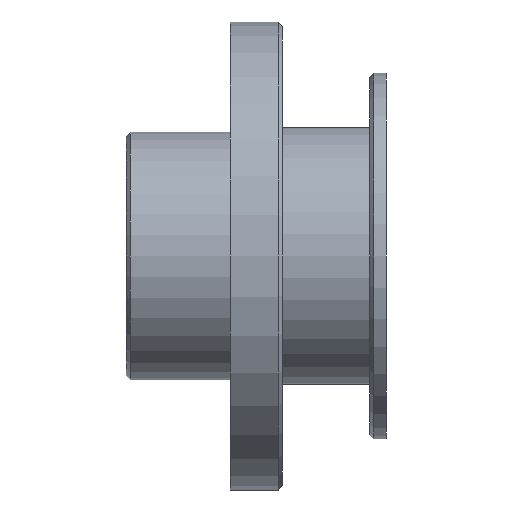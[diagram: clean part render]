
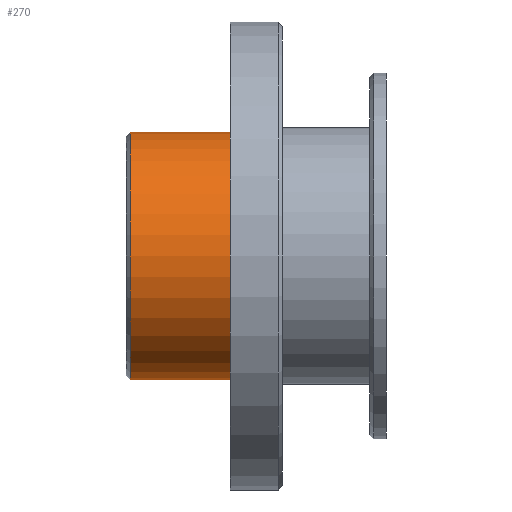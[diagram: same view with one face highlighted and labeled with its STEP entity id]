
A CAD part, front view. The second image highlights one B-rep face of the part: STEP entity #270.
In plain terms, the highlighted cylindrical face has radius 15.113 mm (diameter 30.225 mm), a partial arc.
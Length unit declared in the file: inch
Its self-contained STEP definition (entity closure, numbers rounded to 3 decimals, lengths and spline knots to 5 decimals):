
#4 = VERTEX_POINT ( 'NONE', #1324 ) ;
#19 = VERTEX_POINT ( 'NONE', #671 ) ;
#29 = VERTEX_POINT ( 'NONE', #384 ) ;
#44 = EDGE_CURVE ( 'NONE', #29, #19, #892, .T. ) ;
#77 = VERTEX_POINT ( 'NONE', #886 ) ;
#80 = DIRECTION ( 'NONE',  ( -1., 0., 0. ) ) ;
#201 = ORIENTED_EDGE ( 'NONE', *, *, #609, .T. ) ;
#214 = EDGE_CURVE ( 'NONE', #77, #4, #1307, .T. ) ;
#270 = ADVANCED_FACE ( 'NONE', ( #514 ), #409, .T. ) ;
#317 = DIRECTION ( 'NONE',  ( 0., 0., 1. ) ) ;
#384 = CARTESIAN_POINT ( 'NONE',  ( 0., 0., 0.59498 ) ) ;
#398 = CIRCLE ( 'NONE', #486, 0.59498 ) ;
#409 = CYLINDRICAL_SURFACE ( 'NONE', #1277, 0.59498 ) ;
#445 = EDGE_CURVE ( 'NONE', #19, #4, #752, .T. ) ;
#486 = AXIS2_PLACEMENT_3D ( 'NONE', #720, #735, #501 ) ;
#501 = DIRECTION ( 'NONE',  ( 0., 0., 1. ) ) ;
#510 = VECTOR ( 'NONE', #80, 39.37008 ) ;
#514 = FACE_OUTER_BOUND ( 'NONE', #628, .T. ) ;
#570 = ORIENTED_EDGE ( 'NONE', *, *, #44, .T. ) ;
#583 = CARTESIAN_POINT ( 'NONE',  ( -0.48031, 0., 0. ) ) ;
#606 = CARTESIAN_POINT ( 'NONE',  ( 0., 0., -0.59498 ) ) ;
#609 = EDGE_CURVE ( 'NONE', #77, #29, #398, .T. ) ;
#618 = CARTESIAN_POINT ( 'NONE',  ( 0., 0., 0. ) ) ;
#628 = EDGE_LOOP ( 'NONE', ( #968, #201, #570, #756 ) ) ;
#671 = CARTESIAN_POINT ( 'NONE',  ( -0.48031, 0., 0.59498 ) ) ;
#720 = CARTESIAN_POINT ( 'NONE',  ( 0., 0., 0. ) ) ;
#735 = DIRECTION ( 'NONE',  ( -1., 0., 0. ) ) ;
#752 = CIRCLE ( 'NONE', #1062, 0.59498 ) ;
#756 = ORIENTED_EDGE ( 'NONE', *, *, #445, .T. ) ;
#779 = DIRECTION ( 'NONE',  ( 1., 0., 0. ) ) ;
#807 = CARTESIAN_POINT ( 'NONE',  ( 0., 0., 0.59498 ) ) ;
#886 = CARTESIAN_POINT ( 'NONE',  ( 0., 0., -0.59498 ) ) ;
#892 = LINE ( 'NONE', #807, #1275 ) ;
#968 = ORIENTED_EDGE ( 'NONE', *, *, #214, .F. ) ;
#1015 = DIRECTION ( 'NONE',  ( 0., 0., -1. ) ) ;
#1035 = DIRECTION ( 'NONE',  ( -1., 0., 0. ) ) ;
#1062 = AXIS2_PLACEMENT_3D ( 'NONE', #583, #779, #1015 ) ;
#1119 = DIRECTION ( 'NONE',  ( -1., 0., 0. ) ) ;
#1275 = VECTOR ( 'NONE', #1119, 39.37008 ) ;
#1277 = AXIS2_PLACEMENT_3D ( 'NONE', #618, #1035, #317 ) ;
#1307 = LINE ( 'NONE', #606, #510 ) ;
#1324 = CARTESIAN_POINT ( 'NONE',  ( -0.48031, 0., -0.59498 ) ) ;
